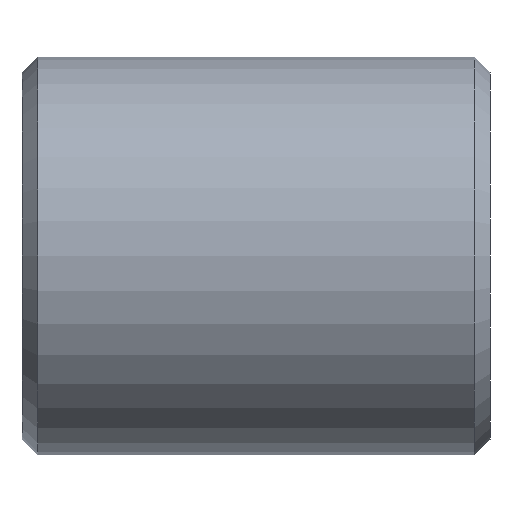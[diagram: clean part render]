
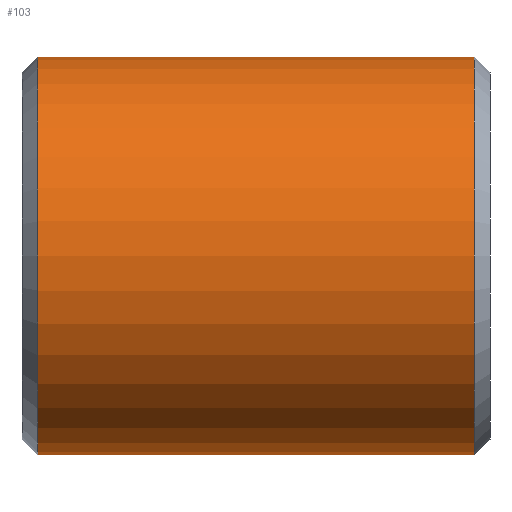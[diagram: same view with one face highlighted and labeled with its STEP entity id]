
A CAD part, left-side view. The second image highlights one B-rep face of the part: STEP entity #103.
In plain terms, the highlighted cylindrical face has radius 127.5 mm (diameter 255 mm), a partial arc.
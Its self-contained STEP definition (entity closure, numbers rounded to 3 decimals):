
#1 = ORIENTED_EDGE ( 'NONE', *, *, #127, .T. ) ;
#5 = EDGE_CURVE ( 'NONE', #196, #124, #168, .T. ) ;
#6 = CARTESIAN_POINT ( 'NONE',  ( 0., 290., 0. ) ) ;
#8 = EDGE_CURVE ( 'NONE', #243, #196, #137, .T. ) ;
#14 = FACE_OUTER_BOUND ( 'NONE', #262, .T. ) ;
#18 = CYLINDRICAL_SURFACE ( 'NONE', #177, 127.5 ) ;
#19 = EDGE_CURVE ( 'NONE', #243, #226, #119, .T. ) ;
#20 = DIRECTION ( 'NONE',  ( 0., -1., 0. ) ) ;
#22 = ORIENTED_EDGE ( 'NONE', *, *, #5, .T. ) ;
#49 = ORIENTED_EDGE ( 'NONE', *, *, #19, .F. ) ;
#56 = DIRECTION ( 'NONE',  ( 0., 0., 1. ) ) ;
#58 = DIRECTION ( 'NONE',  ( 0., -1., 0. ) ) ;
#78 = CARTESIAN_POINT ( 'NONE',  ( 0., 300., 127.5 ) ) ;
#91 = ORIENTED_EDGE ( 'NONE', *, *, #8, .T. ) ;
#96 = DIRECTION ( 'NONE',  ( 0., -1., 0. ) ) ;
#102 = VECTOR ( 'NONE', #58, 1000. ) ;
#103 = ADVANCED_FACE ( 'NONE', ( #14 ), #18, .T. ) ;
#108 = CARTESIAN_POINT ( 'NONE',  ( 0., 10., 127.5 ) ) ;
#113 = DIRECTION ( 'NONE',  ( 0., 0., -1. ) ) ;
#119 = LINE ( 'NONE', #78, #237 ) ;
#124 = VERTEX_POINT ( 'NONE', #165 ) ;
#127 = EDGE_CURVE ( 'NONE', #124, #226, #246, .T. ) ;
#137 = CIRCLE ( 'NONE', #251, 127.5 ) ;
#160 = AXIS2_PLACEMENT_3D ( 'NONE', #212, #231, #257 ) ;
#162 = CARTESIAN_POINT ( 'NONE',  ( 0., 300., -127.5 ) ) ;
#165 = CARTESIAN_POINT ( 'NONE',  ( 0., 10., -127.5 ) ) ;
#166 = CARTESIAN_POINT ( 'NONE',  ( 0., 300., 0. ) ) ;
#168 = LINE ( 'NONE', #162, #102 ) ;
#177 = AXIS2_PLACEMENT_3D ( 'NONE', #166, #207, #113 ) ;
#196 = VERTEX_POINT ( 'NONE', #197 ) ;
#197 = CARTESIAN_POINT ( 'NONE',  ( 0., 290., -127.5 ) ) ;
#207 = DIRECTION ( 'NONE',  ( 0., -1., 0. ) ) ;
#212 = CARTESIAN_POINT ( 'NONE',  ( 0., 10., 0. ) ) ;
#226 = VERTEX_POINT ( 'NONE', #108 ) ;
#231 = DIRECTION ( 'NONE',  ( 0., 1., 0. ) ) ;
#237 = VECTOR ( 'NONE', #96, 1000. ) ;
#243 = VERTEX_POINT ( 'NONE', #247 ) ;
#246 = CIRCLE ( 'NONE', #160, 127.5 ) ;
#247 = CARTESIAN_POINT ( 'NONE',  ( 0., 290., 127.5 ) ) ;
#251 = AXIS2_PLACEMENT_3D ( 'NONE', #6, #20, #56 ) ;
#257 = DIRECTION ( 'NONE',  ( 0., 0., 1. ) ) ;
#262 = EDGE_LOOP ( 'NONE', ( #49, #91, #22, #1 ) ) ;
